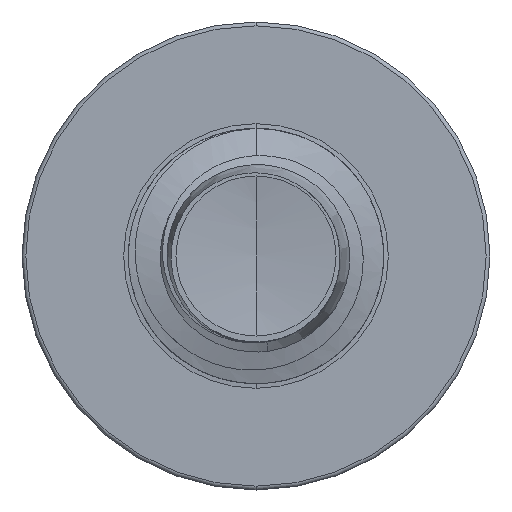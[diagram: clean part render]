
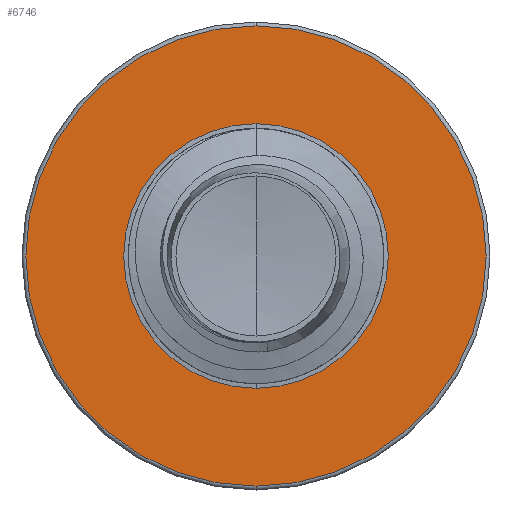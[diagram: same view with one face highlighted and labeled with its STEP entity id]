
A CAD part, front view. The second image highlights one B-rep face of the part: STEP entity #6746.
In plain terms, the highlighted planar face has unit normal (0, -1, 0).
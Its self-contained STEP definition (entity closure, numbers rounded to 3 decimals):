
#34 = EDGE_CURVE ( 'NONE', #10490, #9910, #12717, .T. ) ;
#71 = EDGE_CURVE ( 'NONE', #1086, #10343, #7402, .T. ) ;
#360 = ORIENTED_EDGE ( 'NONE', *, *, #11449, .T. ) ;
#502 = DIRECTION ( 'NONE',  ( 0., 0., 1. ) ) ;
#506 = DIRECTION ( 'NONE',  ( 0., 1., 0. ) ) ;
#575 = CARTESIAN_POINT ( 'NONE',  ( 0., 3.5, -0.933 ) ) ;
#875 = PLANE ( 'NONE',  #9426 ) ;
#966 = CARTESIAN_POINT ( 'NONE',  ( 0., 3.5, -1.623 ) ) ;
#1086 = VERTEX_POINT ( 'NONE', #966 ) ;
#2385 = CARTESIAN_POINT ( 'NONE',  ( 0., 3.5, -0.933 ) ) ;
#4472 = CIRCLE ( 'NONE', #9728, 1.623 ) ;
#4579 = CIRCLE ( 'NONE', #6486, 0.933 ) ;
#4749 = EDGE_LOOP ( 'NONE', ( #12498, #10591 ) ) ;
#4860 = EDGE_CURVE ( 'NONE', #10343, #1086, #4472, .T. ) ;
#5858 = CARTESIAN_POINT ( 'NONE',  ( 0., 3.5, 0. ) ) ;
#5888 = CARTESIAN_POINT ( 'NONE',  ( 0., 3.5, 0. ) ) ;
#6096 = CARTESIAN_POINT ( 'NONE',  ( 0., 3.5, 1.623 ) ) ;
#6343 = AXIS2_PLACEMENT_3D ( 'NONE', #5888, #6531, #10679 ) ;
#6486 = AXIS2_PLACEMENT_3D ( 'NONE', #12391, #7133, #13373 ) ;
#6531 = DIRECTION ( 'NONE',  ( 0., 1., 0. ) ) ;
#6746 = ADVANCED_FACE ( 'NONE', ( #9367, #7087 ), #875, .F. ) ;
#7087 = FACE_BOUND ( 'NONE', #10798, .T. ) ;
#7133 = DIRECTION ( 'NONE',  ( 0., 1., 0. ) ) ;
#7402 = CIRCLE ( 'NONE', #7717, 1.623 ) ;
#7499 = DIRECTION ( 'NONE',  ( 0., 0., 1. ) ) ;
#7502 = DIRECTION ( 'NONE',  ( 0., 1., 0. ) ) ;
#7515 = CARTESIAN_POINT ( 'NONE',  ( 0., 3.5, 0. ) ) ;
#7717 = AXIS2_PLACEMENT_3D ( 'NONE', #5858, #8837, #10995 ) ;
#8542 = ORIENTED_EDGE ( 'NONE', *, *, #34, .T. ) ;
#8837 = DIRECTION ( 'NONE',  ( 0., 1., 0. ) ) ;
#9367 = FACE_OUTER_BOUND ( 'NONE', #4749, .T. ) ;
#9426 = AXIS2_PLACEMENT_3D ( 'NONE', #575, #506, #502 ) ;
#9728 = AXIS2_PLACEMENT_3D ( 'NONE', #7515, #7502, #7499 ) ;
#9910 = VERTEX_POINT ( 'NONE', #2385 ) ;
#10343 = VERTEX_POINT ( 'NONE', #6096 ) ;
#10490 = VERTEX_POINT ( 'NONE', #11295 ) ;
#10591 = ORIENTED_EDGE ( 'NONE', *, *, #71, .F. ) ;
#10679 = DIRECTION ( 'NONE',  ( 0., 0., 1. ) ) ;
#10798 = EDGE_LOOP ( 'NONE', ( #8542, #360 ) ) ;
#10995 = DIRECTION ( 'NONE',  ( 0., 0., 1. ) ) ;
#11295 = CARTESIAN_POINT ( 'NONE',  ( 0., 3.5, 0.933 ) ) ;
#11449 = EDGE_CURVE ( 'NONE', #9910, #10490, #4579, .T. ) ;
#12391 = CARTESIAN_POINT ( 'NONE',  ( 0., 3.5, 0. ) ) ;
#12498 = ORIENTED_EDGE ( 'NONE', *, *, #4860, .F. ) ;
#12717 = CIRCLE ( 'NONE', #6343, 0.933 ) ;
#13373 = DIRECTION ( 'NONE',  ( 0., 0., 1. ) ) ;
